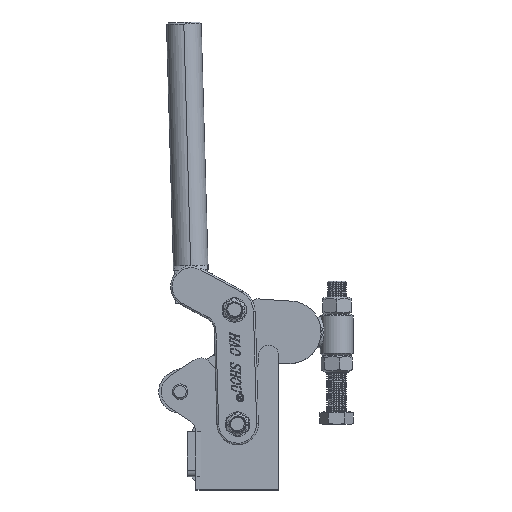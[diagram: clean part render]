
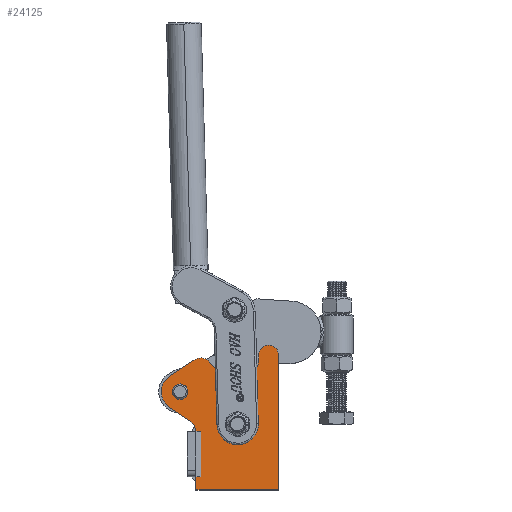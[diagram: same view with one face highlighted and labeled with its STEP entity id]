
A CAD part, top view. The second image highlights one B-rep face of the part: STEP entity #24125.
In plain terms, the highlighted planar face has unit normal (0, 0, 1).
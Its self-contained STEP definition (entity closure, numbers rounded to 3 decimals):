
#912 = DIRECTION ( 'NONE',  ( -1., 0., 0. ) ) ;
#913 = PLANE ( 'NONE',  #68717 ) ;
#915 = CARTESIAN_POINT ( 'NONE',  ( -9.228, 60.006, 25. ) ) ;
#917 = DIRECTION ( 'NONE',  ( 0., 0., -1. ) ) ;
#10229 = LINE ( 'NONE', #46993, #10237 ) ;
#10237 = VECTOR ( 'NONE', #46990, 1000. ) ;
#10238 = CIRCLE ( 'NONE', #41754, 6.35 ) ;
#10257 = CIRCLE ( 'NONE', #41756, 10. ) ;
#10287 = CIRCLE ( 'NONE', #41761, 13.5 ) ;
#11266 = VERTEX_POINT ( 'NONE', #54204 ) ;
#11280 = VERTEX_POINT ( 'NONE', #54087 ) ;
#11312 = VERTEX_POINT ( 'NONE', #53678 ) ;
#11367 = VERTEX_POINT ( 'NONE', #64118 ) ;
#11392 = VERTEX_POINT ( 'NONE', #64005 ) ;
#11405 = VERTEX_POINT ( 'NONE', #63937 ) ;
#11427 = VERTEX_POINT ( 'NONE', #63835 ) ;
#12333 = VERTEX_POINT ( 'NONE', #56935 ) ;
#12370 = VERTEX_POINT ( 'NONE', #56845 ) ;
#12371 = VERTEX_POINT ( 'NONE', #56839 ) ;
#12398 = VERTEX_POINT ( 'NONE', #56217 ) ;
#12418 = VERTEX_POINT ( 'NONE', #75070 ) ;
#12424 = VERTEX_POINT ( 'NONE', #44033 ) ;
#12463 = VERTEX_POINT ( 'NONE', #43326 ) ;
#12477 = VERTEX_POINT ( 'NONE', #43309 ) ;
#12503 = VERTEX_POINT ( 'NONE', #43281 ) ;
#13668 = AXIS2_PLACEMENT_3D ( 'NONE', #64607, #64608, #64609 ) ;
#13671 = AXIS2_PLACEMENT_3D ( 'NONE', #64844, #64845, #64846 ) ;
#13680 = AXIS2_PLACEMENT_3D ( 'NONE', #64968, #64969, #64970 ) ;
#13682 = AXIS2_PLACEMENT_3D ( 'NONE', #64988, #64989, #64990 ) ;
#13683 = AXIS2_PLACEMENT_3D ( 'NONE', #64993, #64994, #64995 ) ;
#13684 = AXIS2_PLACEMENT_3D ( 'NONE', #65014, #65015, #65016 ) ;
#24125 = ADVANCED_FACE ( 'NONE', ( #70026, #70018, #70025 ), #913, .F. ) ;
#33785 = EDGE_LOOP ( 'NONE', ( #54373, #54374 ) ) ;
#41754 = AXIS2_PLACEMENT_3D ( 'NONE', #47075, #47078, #47080 ) ;
#41756 = AXIS2_PLACEMENT_3D ( 'NONE', #47151, #47153, #47156 ) ;
#41761 = AXIS2_PLACEMENT_3D ( 'NONE', #47419, #47422, #47424 ) ;
#43281 = CARTESIAN_POINT ( 'NONE',  ( 32.62, 65.8, 25. ) ) ;
#43309 = CARTESIAN_POINT ( 'NONE',  ( 51.27, 25.5, 25. ) ) ;
#43326 = CARTESIAN_POINT ( 'NONE',  ( -15.341, 95.234, 25. ) ) ;
#44033 = CARTESIAN_POINT ( 'NONE',  ( 19.92, 65.8, 25. ) ) ;
#46436 = EDGE_CURVE ( 'NONE', #11392, #12477, #62083, .T. ) ;
#46473 = EDGE_CURVE ( 'NONE', #11312, #11392, #62096, .T. ) ;
#46490 = EDGE_CURVE ( 'NONE', #11405, #11427, #62117, .T. ) ;
#46506 = EDGE_CURVE ( 'NONE', #12371, #11280, #62124, .T. ) ;
#46581 = EDGE_CURVE ( 'NONE', #11367, #12463, #62149, .T. ) ;
#46616 = EDGE_CURVE ( 'NONE', #11266, #12463, #62166, .T. ) ;
#46639 = EDGE_CURVE ( 'NONE', #12333, #12370, #62182, .T. ) ;
#46667 = EDGE_CURVE ( 'NONE', #12503, #12424, #62200, .T. ) ;
#46681 = EDGE_CURVE ( 'NONE', #12333, #12418, #62210, .T. ) ;
#46683 = EDGE_CURVE ( 'NONE', #11266, #11427, #62211, .T. ) ;
#46697 = EDGE_CURVE ( 'NONE', #11280, #12371, #62217, .T. ) ;
#46700 = EDGE_CURVE ( 'NONE', #11367, #12398, #62221, .T. ) ;
#46990 = DIRECTION ( 'NONE',  ( 0., 1., 0. ) ) ;
#46993 = CARTESIAN_POINT ( 'NONE',  ( 51.27, 4., 25. ) ) ;
#47075 = CARTESIAN_POINT ( 'NONE',  ( 26.27, 65.8, 25. ) ) ;
#47078 = DIRECTION ( 'NONE',  ( 0., 0., -1. ) ) ;
#47080 = DIRECTION ( 'NONE',  ( 1., 0., 0. ) ) ;
#47151 = CARTESIAN_POINT ( 'NONE',  ( -9.228, 60.006, 25. ) ) ;
#47153 = DIRECTION ( 'NONE',  ( 0., 0., -1. ) ) ;
#47156 = DIRECTION ( 'NONE',  ( 1., 0., 0. ) ) ;
#47419 = CARTESIAN_POINT ( 'NONE',  ( 25.77, 105.62, 25. ) ) ;
#47422 = DIRECTION ( 'NONE',  ( 0., 0., -1. ) ) ;
#47424 = DIRECTION ( 'NONE',  ( 1., 0., 0. ) ) ;
#53678 = CARTESIAN_POINT ( 'NONE',  ( 0.772, 60.006, 25. ) ) ;
#54087 = CARTESIAN_POINT ( 'NONE',  ( -13.72, 85.66, 25. ) ) ;
#54204 = CARTESIAN_POINT ( 'NONE',  ( -0.525, 105.094, 25. ) ) ;
#54357 = ORIENTED_EDGE ( 'NONE', *, *, #46506, .T. ) ;
#54358 = ORIENTED_EDGE ( 'NONE', *, *, #46697, .T. ) ;
#54359 = ORIENTED_EDGE ( 'NONE', *, *, #46681, .F. ) ;
#54361 = ORIENTED_EDGE ( 'NONE', *, *, #46639, .T. ) ;
#54362 = ORIENTED_EDGE ( 'NONE', *, *, #68562, .T. ) ;
#54363 = ORIENTED_EDGE ( 'NONE', *, *, #46490, .T. ) ;
#54364 = ORIENTED_EDGE ( 'NONE', *, *, #46683, .F. ) ;
#54365 = ORIENTED_EDGE ( 'NONE', *, *, #46616, .T. ) ;
#54366 = ORIENTED_EDGE ( 'NONE', *, *, #46581, .F. ) ;
#54367 = ORIENTED_EDGE ( 'NONE', *, *, #46700, .T. ) ;
#54368 = ORIENTED_EDGE ( 'NONE', *, *, #68272, .T. ) ;
#54369 = ORIENTED_EDGE ( 'NONE', *, *, #46473, .T. ) ;
#54370 = ORIENTED_EDGE ( 'NONE', *, *, #46436, .T. ) ;
#54371 = ORIENTED_EDGE ( 'NONE', *, *, #68236, .T. ) ;
#54373 = ORIENTED_EDGE ( 'NONE', *, *, #46667, .T. ) ;
#54374 = ORIENTED_EDGE ( 'NONE', *, *, #68242, .T. ) ;
#56217 = CARTESIAN_POINT ( 'NONE',  ( -3.687, 68.331, 25. ) ) ;
#56839 = CARTESIAN_POINT ( 'NONE',  ( -4.22, 85.66, 25. ) ) ;
#56845 = CARTESIAN_POINT ( 'NONE',  ( 39.27, 105.62, 25. ) ) ;
#56935 = CARTESIAN_POINT ( 'NONE',  ( 39.27, 108.3, 25. ) ) ;
#62083 = LINE ( 'NONE', #64506, #62086 ) ;
#62086 = VECTOR ( 'NONE', #64510, 1000. ) ;
#62096 = LINE ( 'NONE', #64554, #62108 ) ;
#62108 = VECTOR ( 'NONE', #64573, 1000. ) ;
#62117 = LINE ( 'NONE', #64588, #62120 ) ;
#62120 = VECTOR ( 'NONE', #64589, 1000. ) ;
#62124 = CIRCLE ( 'NONE', #13668, 4.75 ) ;
#62149 = CIRCLE ( 'NONE', #13671, 11.5 ) ;
#62166 = LINE ( 'NONE', #64906, #62168 ) ;
#62168 = VECTOR ( 'NONE', #64897, 1000. ) ;
#62182 = LINE ( 'NONE', #64929, #62184 ) ;
#62184 = VECTOR ( 'NONE', #64924, 1000. ) ;
#62200 = CIRCLE ( 'NONE', #13680, 6.35 ) ;
#62210 = CIRCLE ( 'NONE', #13682, 6. ) ;
#62211 = CIRCLE ( 'NONE', #13683, 7.5 ) ;
#62217 = CIRCLE ( 'NONE', #13684, 4.75 ) ;
#62221 = LINE ( 'NONE', #65011, #62222 ) ;
#62222 = VECTOR ( 'NONE', #65008, 1000. ) ;
#63835 = CARTESIAN_POINT ( 'NONE',  ( 9.212, 103.859, 25. ) ) ;
#63937 = CARTESIAN_POINT ( 'NONE',  ( 15.722, 96.604, 25. ) ) ;
#64005 = CARTESIAN_POINT ( 'NONE',  ( 0.772, 25.5, 25. ) ) ;
#64118 = CARTESIAN_POINT ( 'NONE',  ( -15.341, 76.086, 25. ) ) ;
#64506 = CARTESIAN_POINT ( 'NONE',  ( 26.021, 25.5, 25. ) ) ;
#64510 = DIRECTION ( 'NONE',  ( 1., 0., 0. ) ) ;
#64554 = CARTESIAN_POINT ( 'NONE',  ( 0.772, 4., 25. ) ) ;
#64573 = DIRECTION ( 'NONE',  ( 0., -1., 0. ) ) ;
#64588 = CARTESIAN_POINT ( 'NONE',  ( 9.212, 103.859, 25. ) ) ;
#64589 = DIRECTION ( 'NONE',  ( -0.668, 0.744, 0. ) ) ;
#64607 = CARTESIAN_POINT ( 'NONE',  ( -8.97, 85.66, 25. ) ) ;
#64608 = DIRECTION ( 'NONE',  ( 0., 0., -1. ) ) ;
#64609 = DIRECTION ( 'NONE',  ( 1., 0., 0. ) ) ;
#64844 = CARTESIAN_POINT ( 'NONE',  ( -8.97, 85.66, 25. ) ) ;
#64845 = DIRECTION ( 'NONE',  ( 0., 0., -1. ) ) ;
#64846 = DIRECTION ( 'NONE',  ( 1., 0., 0. ) ) ;
#64897 = DIRECTION ( 'NONE',  ( -0.832, -0.554, 0. ) ) ;
#64906 = CARTESIAN_POINT ( 'NONE',  ( -15.341, 95.234, 25. ) ) ;
#64924 = DIRECTION ( 'NONE',  ( 0., -1., 0. ) ) ;
#64929 = CARTESIAN_POINT ( 'NONE',  ( 39.27, 108.3, 25. ) ) ;
#64968 = CARTESIAN_POINT ( 'NONE',  ( 26.27, 65.8, 25. ) ) ;
#64969 = DIRECTION ( 'NONE',  ( 0., 0., -1. ) ) ;
#64970 = DIRECTION ( 'NONE',  ( 1., 0., 0. ) ) ;
#64988 = CARTESIAN_POINT ( 'NONE',  ( 45.27, 108.3, 25. ) ) ;
#64989 = DIRECTION ( 'NONE',  ( 0., 0., -1. ) ) ;
#64990 = DIRECTION ( 'NONE',  ( 1., 0., 0. ) ) ;
#64993 = CARTESIAN_POINT ( 'NONE',  ( 3.63, 98.85, 25. ) ) ;
#64994 = DIRECTION ( 'NONE',  ( 0., 0., -1. ) ) ;
#64995 = DIRECTION ( 'NONE',  ( 1., 0., 0. ) ) ;
#65008 = DIRECTION ( 'NONE',  ( 0.832, -0.554, 0. ) ) ;
#65011 = CARTESIAN_POINT ( 'NONE',  ( -15.341, 76.086, 25. ) ) ;
#65014 = CARTESIAN_POINT ( 'NONE',  ( -8.97, 85.66, 25. ) ) ;
#65015 = DIRECTION ( 'NONE',  ( 0., 0., -1. ) ) ;
#65016 = DIRECTION ( 'NONE',  ( 1., 0., 0. ) ) ;
#68236 = EDGE_CURVE ( 'NONE', #12477, #12418, #10229, .T. ) ;
#68242 = EDGE_CURVE ( 'NONE', #12424, #12503, #10238, .T. ) ;
#68272 = EDGE_CURVE ( 'NONE', #12398, #11312, #10257, .T. ) ;
#68562 = EDGE_CURVE ( 'NONE', #12370, #11405, #10287, .T. ) ;
#68717 = AXIS2_PLACEMENT_3D ( 'NONE', #915, #917, #912 ) ;
#70018 = FACE_OUTER_BOUND ( 'NONE', #74072, .T. ) ;
#70025 = FACE_BOUND ( 'NONE', #33785, .T. ) ;
#70026 = FACE_BOUND ( 'NONE', #73456, .T. ) ;
#73456 = EDGE_LOOP ( 'NONE', ( #54357, #54358 ) ) ;
#74072 = EDGE_LOOP ( 'NONE', ( #54359, #54361, #54362, #54363, #54364, #54365, #54366, #54367, #54368, #54369, #54370, #54371 ) ) ;
#75070 = CARTESIAN_POINT ( 'NONE',  ( 51.27, 108.3, 25. ) ) ;
